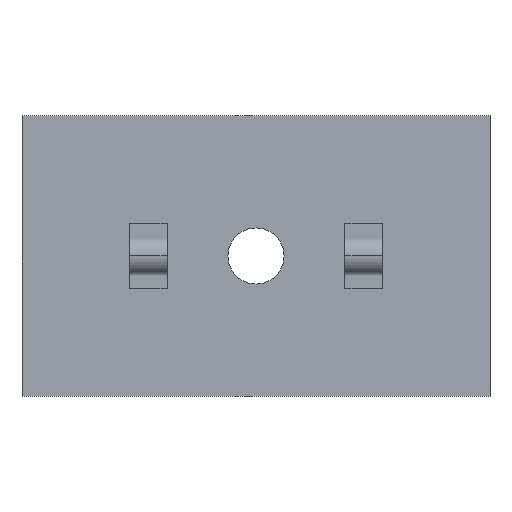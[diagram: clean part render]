
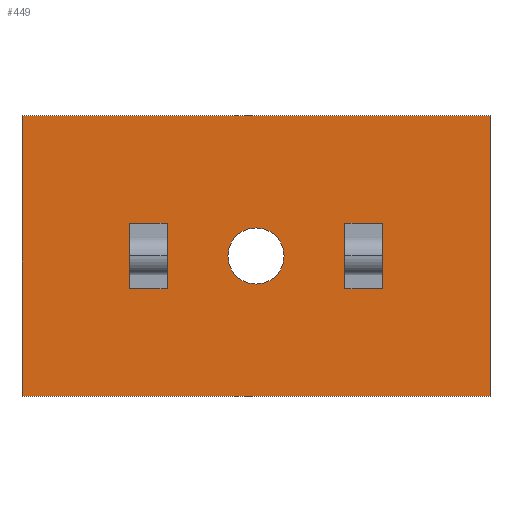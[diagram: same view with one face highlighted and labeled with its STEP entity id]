
A CAD part, top view. The second image highlights one B-rep face of the part: STEP entity #449.
In plain terms, the highlighted planar face has unit normal (0, 0, 1).
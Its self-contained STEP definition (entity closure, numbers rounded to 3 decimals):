
#2 = CIRCLE ( 'NONE', #555, 30. ) ;
#4 = VECTOR ( 'NONE', #307, 1000. ) ;
#16 = VERTEX_POINT ( 'NONE', #891 ) ;
#40 = CARTESIAN_POINT ( 'NONE',  ( 30., 0., 20. ) ) ;
#48 = CARTESIAN_POINT ( 'NONE',  ( 135., -35., 20. ) ) ;
#63 = VERTEX_POINT ( 'NONE', #482 ) ;
#78 = DIRECTION ( 'NONE',  ( 1., 0., 0. ) ) ;
#84 = ORIENTED_EDGE ( 'NONE', *, *, #297, .T. ) ;
#99 = CARTESIAN_POINT ( 'NONE',  ( -250., 150., 20. ) ) ;
#107 = EDGE_CURVE ( 'NONE', #687, #849, #2, .T. ) ;
#109 = LINE ( 'NONE', #393, #275 ) ;
#111 = VERTEX_POINT ( 'NONE', #1083 ) ;
#128 = ORIENTED_EDGE ( 'NONE', *, *, #209, .T. ) ;
#138 = VERTEX_POINT ( 'NONE', #726 ) ;
#148 = CARTESIAN_POINT ( 'NONE',  ( 95., -35., 20. ) ) ;
#152 = EDGE_CURVE ( 'NONE', #16, #63, #984, .T. ) ;
#160 = ORIENTED_EDGE ( 'NONE', *, *, #685, .F. ) ;
#181 = LINE ( 'NONE', #1090, #4 ) ;
#185 = EDGE_CURVE ( 'NONE', #497, #111, #181, .T. ) ;
#196 = ORIENTED_EDGE ( 'NONE', *, *, #747, .F. ) ;
#199 = DIRECTION ( 'NONE',  ( -1., 0., 0. ) ) ;
#209 = EDGE_CURVE ( 'NONE', #63, #543, #1003, .T. ) ;
#217 = VERTEX_POINT ( 'NONE', #148 ) ;
#232 = CARTESIAN_POINT ( 'NONE',  ( 0., 0., 20. ) ) ;
#234 = VECTOR ( 'NONE', #949, 1000. ) ;
#237 = EDGE_CURVE ( 'NONE', #849, #687, #342, .T. ) ;
#268 = DIRECTION ( 'NONE',  ( 0., 1., 0. ) ) ;
#275 = VECTOR ( 'NONE', #199, 1000. ) ;
#279 = DIRECTION ( 'NONE',  ( 1., 0., 0. ) ) ;
#281 = EDGE_CURVE ( 'NONE', #138, #432, #1016, .T. ) ;
#284 = ORIENTED_EDGE ( 'NONE', *, *, #237, .F. ) ;
#297 = EDGE_CURVE ( 'NONE', #543, #340, #1115, .T. ) ;
#305 = CARTESIAN_POINT ( 'NONE',  ( 95., 35., 20. ) ) ;
#307 = DIRECTION ( 'NONE',  ( 0., 1., 0. ) ) ;
#317 = ORIENTED_EDGE ( 'NONE', *, *, #107, .F. ) ;
#337 = DIRECTION ( 'NONE',  ( -1., 0., 0. ) ) ;
#339 = DIRECTION ( 'NONE',  ( -1., 0., 0. ) ) ;
#340 = VERTEX_POINT ( 'NONE', #99 ) ;
#342 = CIRCLE ( 'NONE', #920, 30. ) ;
#345 = CARTESIAN_POINT ( 'NONE',  ( -135., 35., 20. ) ) ;
#387 = VECTOR ( 'NONE', #268, 1000. ) ;
#393 = CARTESIAN_POINT ( 'NONE',  ( 95., 35., 20. ) ) ;
#395 = DIRECTION ( 'NONE',  ( 1., 0., 0. ) ) ;
#405 = DIRECTION ( 'NONE',  ( 0., 1., 0. ) ) ;
#432 = VERTEX_POINT ( 'NONE', #481 ) ;
#434 = VECTOR ( 'NONE', #405, 1000. ) ;
#449 = ADVANCED_FACE ( 'NONE', ( #988, #640, #559, #897 ), #964, .F. ) ;
#455 = CARTESIAN_POINT ( 'NONE',  ( -95., 35., 20. ) ) ;
#467 = ORIENTED_EDGE ( 'NONE', *, *, #620, .F. ) ;
#481 = CARTESIAN_POINT ( 'NONE',  ( -95., -35., 20. ) ) ;
#482 = CARTESIAN_POINT ( 'NONE',  ( 250., -150., 20. ) ) ;
#487 = CARTESIAN_POINT ( 'NONE',  ( -30., 0., 20. ) ) ;
#489 = VECTOR ( 'NONE', #769, 1000. ) ;
#493 = VECTOR ( 'NONE', #395, 1000. ) ;
#497 = VERTEX_POINT ( 'NONE', #48 ) ;
#543 = VERTEX_POINT ( 'NONE', #930 ) ;
#547 = DIRECTION ( 'NONE',  ( 0., -1., 0. ) ) ;
#550 = EDGE_CURVE ( 'NONE', #745, #950, #841, .T. ) ;
#555 = AXIS2_PLACEMENT_3D ( 'NONE', #892, #642, #899 ) ;
#556 = CARTESIAN_POINT ( 'NONE',  ( -250., -150., 20. ) ) ;
#559 = FACE_OUTER_BOUND ( 'NONE', #579, .T. ) ;
#565 = DIRECTION ( 'NONE',  ( 0., 0., -1. ) ) ;
#571 = CARTESIAN_POINT ( 'NONE',  ( 250., 150., 20. ) ) ;
#579 = EDGE_LOOP ( 'NONE', ( #128, #84, #651, #1044 ) ) ;
#594 = CARTESIAN_POINT ( 'NONE',  ( -135., -35., 20. ) ) ;
#610 = LINE ( 'NONE', #944, #895 ) ;
#615 = LINE ( 'NONE', #694, #234 ) ;
#620 = EDGE_CURVE ( 'NONE', #950, #138, #768, .T. ) ;
#630 = EDGE_CURVE ( 'NONE', #340, #16, #615, .T. ) ;
#633 = EDGE_LOOP ( 'NONE', ( #946, #724, #467, #943 ) ) ;
#634 = EDGE_CURVE ( 'NONE', #432, #745, #1046, .T. ) ;
#640 = FACE_BOUND ( 'NONE', #883, .T. ) ;
#642 = DIRECTION ( 'NONE',  ( 0., 0., 1. ) ) ;
#651 = ORIENTED_EDGE ( 'NONE', *, *, #630, .T. ) ;
#680 = CARTESIAN_POINT ( 'NONE',  ( -250., 150., 20. ) ) ;
#684 = CARTESIAN_POINT ( 'NONE',  ( 95., 35., 20. ) ) ;
#685 = EDGE_CURVE ( 'NONE', #111, #1038, #109, .T. ) ;
#687 = VERTEX_POINT ( 'NONE', #40 ) ;
#689 = EDGE_LOOP ( 'NONE', ( #845, #741, #196, #160 ) ) ;
#694 = CARTESIAN_POINT ( 'NONE',  ( -250., -150., 20. ) ) ;
#701 = DIRECTION ( 'NONE',  ( 0., -1., 0. ) ) ;
#724 = ORIENTED_EDGE ( 'NONE', *, *, #281, .F. ) ;
#726 = CARTESIAN_POINT ( 'NONE',  ( -135., -35., 20. ) ) ;
#729 = VECTOR ( 'NONE', #701, 1000. ) ;
#741 = ORIENTED_EDGE ( 'NONE', *, *, #1111, .F. ) ;
#745 = VERTEX_POINT ( 'NONE', #455 ) ;
#747 = EDGE_CURVE ( 'NONE', #1038, #217, #1087, .T. ) ;
#749 = CARTESIAN_POINT ( 'NONE',  ( 250., -150., 20. ) ) ;
#764 = VECTOR ( 'NONE', #337, 1000. ) ;
#767 = CARTESIAN_POINT ( 'NONE',  ( -135., 35., 20. ) ) ;
#768 = LINE ( 'NONE', #345, #729 ) ;
#769 = DIRECTION ( 'NONE',  ( 1., 0., 0. ) ) ;
#777 = VECTOR ( 'NONE', #339, 1000. ) ;
#841 = LINE ( 'NONE', #848, #764 ) ;
#845 = ORIENTED_EDGE ( 'NONE', *, *, #185, .F. ) ;
#848 = CARTESIAN_POINT ( 'NONE',  ( -135., 35., 20. ) ) ;
#849 = VERTEX_POINT ( 'NONE', #487 ) ;
#850 = VECTOR ( 'NONE', #547, 1000. ) ;
#883 = EDGE_LOOP ( 'NONE', ( #317, #284 ) ) ;
#891 = CARTESIAN_POINT ( 'NONE',  ( -250., -150., 20. ) ) ;
#892 = CARTESIAN_POINT ( 'NONE',  ( 0., 0., 20. ) ) ;
#895 = VECTOR ( 'NONE', #279, 1000. ) ;
#897 = FACE_BOUND ( 'NONE', #689, .T. ) ;
#899 = DIRECTION ( 'NONE',  ( 1., 0., 0. ) ) ;
#904 = DIRECTION ( 'NONE',  ( -1., 0., 0. ) ) ;
#920 = AXIS2_PLACEMENT_3D ( 'NONE', #232, #1109, #78 ) ;
#930 = CARTESIAN_POINT ( 'NONE',  ( 250., 150., 20. ) ) ;
#943 = ORIENTED_EDGE ( 'NONE', *, *, #550, .F. ) ;
#944 = CARTESIAN_POINT ( 'NONE',  ( 95., -35., 20. ) ) ;
#946 = ORIENTED_EDGE ( 'NONE', *, *, #634, .F. ) ;
#949 = DIRECTION ( 'NONE',  ( 0., -1., 0. ) ) ;
#950 = VERTEX_POINT ( 'NONE', #767 ) ;
#964 = PLANE ( 'NONE',  #1086 ) ;
#984 = LINE ( 'NONE', #556, #493 ) ;
#988 = FACE_BOUND ( 'NONE', #633, .T. ) ;
#1003 = LINE ( 'NONE', #749, #434 ) ;
#1016 = LINE ( 'NONE', #594, #489 ) ;
#1034 = CARTESIAN_POINT ( 'NONE',  ( -95., 35., 20. ) ) ;
#1038 = VERTEX_POINT ( 'NONE', #684 ) ;
#1044 = ORIENTED_EDGE ( 'NONE', *, *, #152, .T. ) ;
#1046 = LINE ( 'NONE', #1034, #387 ) ;
#1083 = CARTESIAN_POINT ( 'NONE',  ( 135., 35., 20. ) ) ;
#1086 = AXIS2_PLACEMENT_3D ( 'NONE', #571, #565, #904 ) ;
#1087 = LINE ( 'NONE', #305, #850 ) ;
#1090 = CARTESIAN_POINT ( 'NONE',  ( 135., 35., 20. ) ) ;
#1109 = DIRECTION ( 'NONE',  ( 0., 0., 1. ) ) ;
#1111 = EDGE_CURVE ( 'NONE', #217, #497, #610, .T. ) ;
#1115 = LINE ( 'NONE', #680, #777 ) ;
